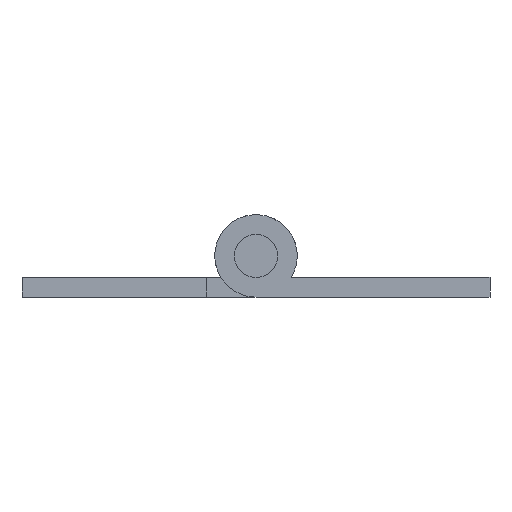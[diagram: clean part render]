
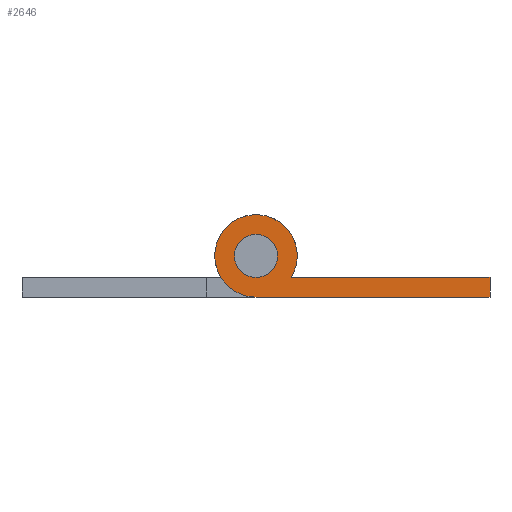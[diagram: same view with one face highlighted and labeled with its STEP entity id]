
A CAD part, front view. The second image highlights one B-rep face of the part: STEP entity #2646.
In plain terms, the highlighted planar face has unit normal (0, -1, 0).
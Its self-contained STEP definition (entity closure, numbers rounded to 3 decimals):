
#2236 = VERTEX_POINT ( 'NONE', #7608 ) ;
#2238 = EDGE_CURVE ( 'NONE', #2236, #2262, #7607, .T. ) ;
#2251 = VERTEX_POINT ( 'NONE', #7647 ) ;
#2253 = EDGE_CURVE ( 'NONE', #2254, #2251, #7646, .T. ) ;
#2254 = VERTEX_POINT ( 'NONE', #7641 ) ;
#2262 = VERTEX_POINT ( 'NONE', #7688 ) ;
#2576 = EDGE_CURVE ( 'NONE', #2251, #2254, #8327, .T. ) ;
#2627 = ORIENTED_EDGE ( 'NONE', *, *, #2628, .F. ) ;
#2628 = EDGE_CURVE ( 'NONE', #2651, #2236, #8426, .T. ) ;
#2629 = EDGE_LOOP ( 'NONE', ( #2630, #2631 ) ) ;
#2630 = ORIENTED_EDGE ( 'NONE', *, *, #2253, .T. ) ;
#2631 = ORIENTED_EDGE ( 'NONE', *, *, #2576, .T. ) ;
#2646 = ADVANCED_FACE ( 'NONE', ( #8399, #8398 ), #8397, .F. ) ;
#2647 = EDGE_LOOP ( 'NONE', ( #2648, #2652, #2654, #2627 ) ) ;
#2648 = ORIENTED_EDGE ( 'NONE', *, *, #2649, .F. ) ;
#2649 = EDGE_CURVE ( 'NONE', #2650, #2651, #8456, .T. ) ;
#2650 = VERTEX_POINT ( 'NONE', #8452 ) ;
#2651 = VERTEX_POINT ( 'NONE', #8451 ) ;
#2652 = ORIENTED_EDGE ( 'NONE', *, *, #2653, .F. ) ;
#2653 = EDGE_CURVE ( 'NONE', #2262, #2650, #8450, .T. ) ;
#2654 = ORIENTED_EDGE ( 'NONE', *, *, #2238, .F. ) ;
#7603 = DIRECTION ( 'NONE',  ( 0., 0., 1. ) ) ;
#7604 = DIRECTION ( 'NONE',  ( 0., 1., 0. ) ) ;
#7605 = CARTESIAN_POINT ( 'NONE',  ( 0., -500., 0. ) ) ;
#7606 = AXIS2_PLACEMENT_3D ( 'NONE', #7605, #7604, #7603 ) ;
#7607 = CIRCLE ( 'NONE', #7606, 3.35 ) ;
#7608 = CARTESIAN_POINT ( 'NONE',  ( 0., -500., -3.35 ) ) ;
#7641 = CARTESIAN_POINT ( 'NONE',  ( 0., -500., -1.75 ) ) ;
#7642 = DIRECTION ( 'NONE',  ( 0., 0., 1. ) ) ;
#7643 = DIRECTION ( 'NONE',  ( 0., 1., 0. ) ) ;
#7644 = CARTESIAN_POINT ( 'NONE',  ( 0., -500., 0. ) ) ;
#7645 = AXIS2_PLACEMENT_3D ( 'NONE', #7644, #7643, #7642 ) ;
#7646 = CIRCLE ( 'NONE', #7645, 1.75 ) ;
#7647 = CARTESIAN_POINT ( 'NONE',  ( 0., -500., 1.75 ) ) ;
#7688 = CARTESIAN_POINT ( 'NONE',  ( 2.857, -500., -1.75 ) ) ;
#8323 = DIRECTION ( 'NONE',  ( 0., 0., 1. ) ) ;
#8324 = DIRECTION ( 'NONE',  ( 0., 1., 0. ) ) ;
#8325 = CARTESIAN_POINT ( 'NONE',  ( 0., -500., 0. ) ) ;
#8326 = AXIS2_PLACEMENT_3D ( 'NONE', #8325, #8324, #8323 ) ;
#8327 = CIRCLE ( 'NONE', #8326, 1.75 ) ;
#8396 = AXIS2_PLACEMENT_3D ( 'NONE', #8459, #8458, #8457 ) ;
#8397 = PLANE ( 'NONE',  #8396 ) ;
#8398 = FACE_BOUND ( 'NONE', #2629, .T. ) ;
#8399 = FACE_OUTER_BOUND ( 'NONE', #2647, .T. ) ;
#8423 = DIRECTION ( 'NONE',  ( -1., 0., 0. ) ) ;
#8424 = VECTOR ( 'NONE', #8423, 1000. ) ;
#8425 = CARTESIAN_POINT ( 'NONE',  ( 0., -500., -3.35 ) ) ;
#8426 = LINE ( 'NONE', #8425, #8424 ) ;
#8447 = DIRECTION ( 'NONE',  ( 1., 0., 0. ) ) ;
#8448 = VECTOR ( 'NONE', #8447, 1000. ) ;
#8449 = CARTESIAN_POINT ( 'NONE',  ( 19., -500., -1.75 ) ) ;
#8450 = LINE ( 'NONE', #8449, #8448 ) ;
#8451 = CARTESIAN_POINT ( 'NONE',  ( 19., -500., -3.35 ) ) ;
#8452 = CARTESIAN_POINT ( 'NONE',  ( 19., -500., -1.75 ) ) ;
#8453 = DIRECTION ( 'NONE',  ( 0., 0., -1. ) ) ;
#8454 = VECTOR ( 'NONE', #8453, 1000. ) ;
#8455 = CARTESIAN_POINT ( 'NONE',  ( 19., -500., -3.35 ) ) ;
#8456 = LINE ( 'NONE', #8455, #8454 ) ;
#8457 = DIRECTION ( 'NONE',  ( 0., 0., 1. ) ) ;
#8458 = DIRECTION ( 'NONE',  ( 0., 1., 0. ) ) ;
#8459 = CARTESIAN_POINT ( 'NONE',  ( 0., -500., 0. ) ) ;
